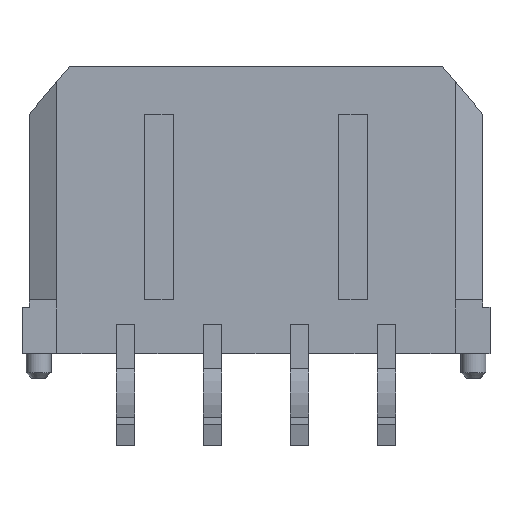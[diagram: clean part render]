
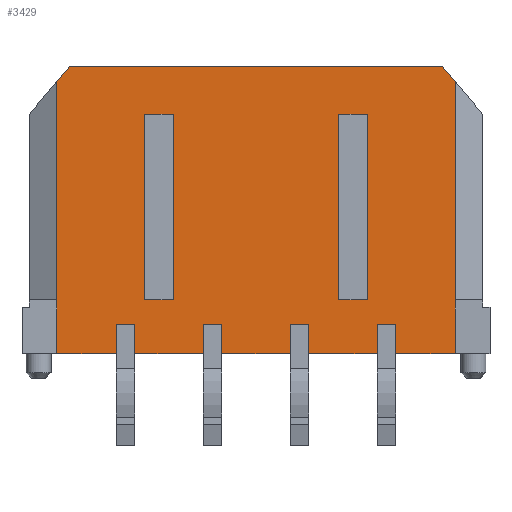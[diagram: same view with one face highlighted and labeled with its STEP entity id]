
A CAD part, front view. The second image highlights one B-rep face of the part: STEP entity #3429.
In plain terms, the highlighted planar face has unit normal (0, -1, 0).
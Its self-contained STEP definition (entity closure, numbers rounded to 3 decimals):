
#1117 = VERTEX_POINT('',#1118);
#1118 = CARTESIAN_POINT('',(6.875,-3.47,9.41));
#1124 = EDGE_CURVE('',#1117,#1125,#1127,.T.);
#1125 = VERTEX_POINT('',#1126);
#1126 = CARTESIAN_POINT('',(6.425,-3.47,9.94));
#1127 = LINE('',#1128,#1129);
#1128 = CARTESIAN_POINT('',(6.875,-3.47,9.41));
#1129 = VECTOR('',#1130,1.);
#1130 = DIRECTION('',(-0.647,0.,0.763));
#1204 = VERTEX_POINT('',#1205);
#1205 = CARTESIAN_POINT('',(-6.425,-3.47,9.94));
#1211 = EDGE_CURVE('',#1204,#1212,#1214,.T.);
#1212 = VERTEX_POINT('',#1213);
#1213 = CARTESIAN_POINT('',(-6.875,-3.47,9.41));
#1214 = LINE('',#1215,#1216);
#1215 = CARTESIAN_POINT('',(-6.425,-3.47,9.94));
#1216 = VECTOR('',#1217,1.);
#1217 = DIRECTION('',(-0.647,0.,-0.763));
#2607 = VERTEX_POINT('',#2608);
#2608 = CARTESIAN_POINT('',(4.82,-3.47,1.03));
#2614 = EDGE_CURVE('',#2615,#2607,#2617,.T.);
#2615 = VERTEX_POINT('',#2616);
#2616 = CARTESIAN_POINT('',(4.82,-3.47,0.03));
#2617 = LINE('',#2618,#2619);
#2618 = CARTESIAN_POINT('',(4.82,-3.47,0.03));
#2619 = VECTOR('',#2620,1.);
#2620 = DIRECTION('',(0.,0.,1.));
#2777 = VERTEX_POINT('',#2778);
#2778 = CARTESIAN_POINT('',(4.18,-3.47,1.03));
#2784 = EDGE_CURVE('',#2777,#2607,#2785,.T.);
#2785 = LINE('',#2786,#2787);
#2786 = CARTESIAN_POINT('',(4.18,-3.47,1.03));
#2787 = VECTOR('',#2788,1.);
#2788 = DIRECTION('',(1.,0.,0.));
#2853 = VERTEX_POINT('',#2854);
#2854 = CARTESIAN_POINT('',(4.18,-3.47,0.03));
#2860 = EDGE_CURVE('',#2853,#2777,#2861,.T.);
#2861 = LINE('',#2862,#2863);
#2862 = CARTESIAN_POINT('',(4.18,-3.47,0.03));
#2863 = VECTOR('',#2864,1.);
#2864 = DIRECTION('',(0.,0.,1.));
#3010 = VERTEX_POINT('',#3011);
#3011 = CARTESIAN_POINT('',(-4.82,-3.47,0.03));
#3017 = EDGE_CURVE('',#3010,#3018,#3020,.T.);
#3018 = VERTEX_POINT('',#3019);
#3019 = CARTESIAN_POINT('',(-4.82,-3.47,1.03));
#3020 = LINE('',#3021,#3022);
#3021 = CARTESIAN_POINT('',(-4.82,-3.47,0.03));
#3022 = VECTOR('',#3023,1.);
#3023 = DIRECTION('',(0.,0.,1.));
#3268 = EDGE_CURVE('',#3269,#2615,#3271,.T.);
#3269 = VERTEX_POINT('',#3270);
#3270 = CARTESIAN_POINT('',(6.875,-3.47,0.03));
#3271 = LINE('',#3272,#3273);
#3272 = CARTESIAN_POINT('',(6.875,-3.47,0.03));
#3273 = VECTOR('',#3274,1.);
#3274 = DIRECTION('',(-1.,0.,0.));
#3308 = VERTEX_POINT('',#3309);
#3309 = CARTESIAN_POINT('',(1.82,-3.47,0.03));
#3315 = EDGE_CURVE('',#2853,#3308,#3316,.T.);
#3316 = LINE('',#3317,#3318);
#3317 = CARTESIAN_POINT('',(4.18,-3.47,0.03));
#3318 = VECTOR('',#3319,1.);
#3319 = DIRECTION('',(-1.,0.,0.));
#3332 = VERTEX_POINT('',#3333);
#3333 = CARTESIAN_POINT('',(-1.18,-3.47,0.03));
#3339 = EDGE_CURVE('',#3340,#3332,#3342,.T.);
#3340 = VERTEX_POINT('',#3341);
#3341 = CARTESIAN_POINT('',(1.18,-3.47,0.03));
#3342 = LINE('',#3343,#3344);
#3343 = CARTESIAN_POINT('',(1.18,-3.47,0.03));
#3344 = VECTOR('',#3345,1.);
#3345 = DIRECTION('',(-1.,0.,0.));
#3381 = VERTEX_POINT('',#3382);
#3382 = CARTESIAN_POINT('',(-6.875,-3.47,0.03));
#3388 = EDGE_CURVE('',#3010,#3381,#3389,.T.);
#3389 = LINE('',#3390,#3391);
#3390 = CARTESIAN_POINT('',(-4.82,-3.47,0.03));
#3391 = VECTOR('',#3392,1.);
#3392 = DIRECTION('',(-1.,0.,0.));
#3403 = VERTEX_POINT('',#3404);
#3404 = CARTESIAN_POINT('',(-4.18,-3.47,0.03));
#3410 = EDGE_CURVE('',#3411,#3403,#3413,.T.);
#3411 = VERTEX_POINT('',#3412);
#3412 = CARTESIAN_POINT('',(-1.82,-3.47,0.03));
#3413 = LINE('',#3414,#3415);
#3414 = CARTESIAN_POINT('',(-1.82,-3.47,0.03));
#3415 = VECTOR('',#3416,1.);
#3416 = DIRECTION('',(-1.,0.,0.));
#3429 = ADVANCED_FACE('',(#3430,#3535,#3569),#3603,.T.);
#3430 = FACE_BOUND('',#3431,.F.);
#3431 = EDGE_LOOP('',(#3432,#3433,#3434,#3442,#3448,#3449,#3455,#3456,
    #3464,#3470,#3471,#3472,#3473,#3474,#3475,#3483,#3491,#3497,#3498,
    #3506,#3514,#3520,#3521,#3529));
#3432 = ORIENTED_EDGE('',*,*,#3017,.F.);
#3433 = ORIENTED_EDGE('',*,*,#3388,.T.);
#3434 = ORIENTED_EDGE('',*,*,#3435,.F.);
#3435 = EDGE_CURVE('',#3436,#3381,#3438,.T.);
#3436 = VERTEX_POINT('',#3437);
#3437 = CARTESIAN_POINT('',(-6.875,-3.47,1.88));
#3438 = LINE('',#3439,#3440);
#3439 = CARTESIAN_POINT('',(-6.875,-3.47,1.88));
#3440 = VECTOR('',#3441,1.);
#3441 = DIRECTION('',(0.,0.,-1.));
#3442 = ORIENTED_EDGE('',*,*,#3443,.F.);
#3443 = EDGE_CURVE('',#1212,#3436,#3444,.T.);
#3444 = LINE('',#3445,#3446);
#3445 = CARTESIAN_POINT('',(-6.875,-3.47,9.41));
#3446 = VECTOR('',#3447,1.);
#3447 = DIRECTION('',(0.,0.,-1.));
#3448 = ORIENTED_EDGE('',*,*,#1211,.F.);
#3449 = ORIENTED_EDGE('',*,*,#3450,.T.);
#3450 = EDGE_CURVE('',#1204,#1125,#3451,.T.);
#3451 = LINE('',#3452,#3453);
#3452 = CARTESIAN_POINT('',(-6.425,-3.47,9.94));
#3453 = VECTOR('',#3454,1.);
#3454 = DIRECTION('',(1.,0.,0.));
#3455 = ORIENTED_EDGE('',*,*,#1124,.F.);
#3456 = ORIENTED_EDGE('',*,*,#3457,.T.);
#3457 = EDGE_CURVE('',#1117,#3458,#3460,.T.);
#3458 = VERTEX_POINT('',#3459);
#3459 = CARTESIAN_POINT('',(6.875,-3.47,1.88));
#3460 = LINE('',#3461,#3462);
#3461 = CARTESIAN_POINT('',(6.875,-3.47,9.41));
#3462 = VECTOR('',#3463,1.);
#3463 = DIRECTION('',(0.,0.,-1.));
#3464 = ORIENTED_EDGE('',*,*,#3465,.T.);
#3465 = EDGE_CURVE('',#3458,#3269,#3466,.T.);
#3466 = LINE('',#3467,#3468);
#3467 = CARTESIAN_POINT('',(6.875,-3.47,1.88));
#3468 = VECTOR('',#3469,1.);
#3469 = DIRECTION('',(0.,0.,-1.));
#3470 = ORIENTED_EDGE('',*,*,#3268,.T.);
#3471 = ORIENTED_EDGE('',*,*,#2614,.T.);
#3472 = ORIENTED_EDGE('',*,*,#2784,.F.);
#3473 = ORIENTED_EDGE('',*,*,#2860,.F.);
#3474 = ORIENTED_EDGE('',*,*,#3315,.T.);
#3475 = ORIENTED_EDGE('',*,*,#3476,.T.);
#3476 = EDGE_CURVE('',#3308,#3477,#3479,.T.);
#3477 = VERTEX_POINT('',#3478);
#3478 = CARTESIAN_POINT('',(1.82,-3.47,1.03));
#3479 = LINE('',#3480,#3481);
#3480 = CARTESIAN_POINT('',(1.82,-3.47,0.03));
#3481 = VECTOR('',#3482,1.);
#3482 = DIRECTION('',(0.,0.,1.));
#3483 = ORIENTED_EDGE('',*,*,#3484,.F.);
#3484 = EDGE_CURVE('',#3485,#3477,#3487,.T.);
#3485 = VERTEX_POINT('',#3486);
#3486 = CARTESIAN_POINT('',(1.18,-3.47,1.03));
#3487 = LINE('',#3488,#3489);
#3488 = CARTESIAN_POINT('',(1.18,-3.47,1.03));
#3489 = VECTOR('',#3490,1.);
#3490 = DIRECTION('',(1.,0.,0.));
#3491 = ORIENTED_EDGE('',*,*,#3492,.F.);
#3492 = EDGE_CURVE('',#3340,#3485,#3493,.T.);
#3493 = LINE('',#3494,#3495);
#3494 = CARTESIAN_POINT('',(1.18,-3.47,0.03));
#3495 = VECTOR('',#3496,1.);
#3496 = DIRECTION('',(0.,0.,1.));
#3497 = ORIENTED_EDGE('',*,*,#3339,.T.);
#3498 = ORIENTED_EDGE('',*,*,#3499,.T.);
#3499 = EDGE_CURVE('',#3332,#3500,#3502,.T.);
#3500 = VERTEX_POINT('',#3501);
#3501 = CARTESIAN_POINT('',(-1.18,-3.47,1.03));
#3502 = LINE('',#3503,#3504);
#3503 = CARTESIAN_POINT('',(-1.18,-3.47,0.03));
#3504 = VECTOR('',#3505,1.);
#3505 = DIRECTION('',(0.,0.,1.));
#3506 = ORIENTED_EDGE('',*,*,#3507,.F.);
#3507 = EDGE_CURVE('',#3508,#3500,#3510,.T.);
#3508 = VERTEX_POINT('',#3509);
#3509 = CARTESIAN_POINT('',(-1.82,-3.47,1.03));
#3510 = LINE('',#3511,#3512);
#3511 = CARTESIAN_POINT('',(-1.82,-3.47,1.03));
#3512 = VECTOR('',#3513,1.);
#3513 = DIRECTION('',(1.,0.,0.));
#3514 = ORIENTED_EDGE('',*,*,#3515,.F.);
#3515 = EDGE_CURVE('',#3411,#3508,#3516,.T.);
#3516 = LINE('',#3517,#3518);
#3517 = CARTESIAN_POINT('',(-1.82,-3.47,0.03));
#3518 = VECTOR('',#3519,1.);
#3519 = DIRECTION('',(0.,0.,1.));
#3520 = ORIENTED_EDGE('',*,*,#3410,.T.);
#3521 = ORIENTED_EDGE('',*,*,#3522,.T.);
#3522 = EDGE_CURVE('',#3403,#3523,#3525,.T.);
#3523 = VERTEX_POINT('',#3524);
#3524 = CARTESIAN_POINT('',(-4.18,-3.47,1.03));
#3525 = LINE('',#3526,#3527);
#3526 = CARTESIAN_POINT('',(-4.18,-3.47,0.03));
#3527 = VECTOR('',#3528,1.);
#3528 = DIRECTION('',(0.,0.,1.));
#3529 = ORIENTED_EDGE('',*,*,#3530,.F.);
#3530 = EDGE_CURVE('',#3018,#3523,#3531,.T.);
#3531 = LINE('',#3532,#3533);
#3532 = CARTESIAN_POINT('',(-4.82,-3.47,1.03));
#3533 = VECTOR('',#3534,1.);
#3534 = DIRECTION('',(1.,0.,0.));
#3535 = FACE_BOUND('',#3536,.F.);
#3536 = EDGE_LOOP('',(#3537,#3547,#3555,#3563));
#3537 = ORIENTED_EDGE('',*,*,#3538,.F.);
#3538 = EDGE_CURVE('',#3539,#3541,#3543,.T.);
#3539 = VERTEX_POINT('',#3540);
#3540 = CARTESIAN_POINT('',(2.85,-3.47,8.29));
#3541 = VERTEX_POINT('',#3542);
#3542 = CARTESIAN_POINT('',(3.85,-3.47,8.29));
#3543 = LINE('',#3544,#3545);
#3544 = CARTESIAN_POINT('',(2.85,-3.47,8.29));
#3545 = VECTOR('',#3546,1.);
#3546 = DIRECTION('',(1.,0.,0.));
#3547 = ORIENTED_EDGE('',*,*,#3548,.F.);
#3548 = EDGE_CURVE('',#3549,#3539,#3551,.T.);
#3549 = VERTEX_POINT('',#3550);
#3550 = CARTESIAN_POINT('',(2.85,-3.47,1.88));
#3551 = LINE('',#3552,#3553);
#3552 = CARTESIAN_POINT('',(2.85,-3.47,1.88));
#3553 = VECTOR('',#3554,1.);
#3554 = DIRECTION('',(0.,0.,1.));
#3555 = ORIENTED_EDGE('',*,*,#3556,.T.);
#3556 = EDGE_CURVE('',#3549,#3557,#3559,.T.);
#3557 = VERTEX_POINT('',#3558);
#3558 = CARTESIAN_POINT('',(3.85,-3.47,1.88));
#3559 = LINE('',#3560,#3561);
#3560 = CARTESIAN_POINT('',(2.85,-3.47,1.88));
#3561 = VECTOR('',#3562,1.);
#3562 = DIRECTION('',(1.,0.,0.));
#3563 = ORIENTED_EDGE('',*,*,#3564,.T.);
#3564 = EDGE_CURVE('',#3557,#3541,#3565,.T.);
#3565 = LINE('',#3566,#3567);
#3566 = CARTESIAN_POINT('',(3.85,-3.47,1.88));
#3567 = VECTOR('',#3568,1.);
#3568 = DIRECTION('',(0.,0.,1.));
#3569 = FACE_BOUND('',#3570,.F.);
#3570 = EDGE_LOOP('',(#3571,#3581,#3589,#3597));
#3571 = ORIENTED_EDGE('',*,*,#3572,.F.);
#3572 = EDGE_CURVE('',#3573,#3575,#3577,.T.);
#3573 = VERTEX_POINT('',#3574);
#3574 = CARTESIAN_POINT('',(-3.85,-3.47,8.29));
#3575 = VERTEX_POINT('',#3576);
#3576 = CARTESIAN_POINT('',(-2.85,-3.47,8.29));
#3577 = LINE('',#3578,#3579);
#3578 = CARTESIAN_POINT('',(-3.85,-3.47,8.29));
#3579 = VECTOR('',#3580,1.);
#3580 = DIRECTION('',(1.,0.,0.));
#3581 = ORIENTED_EDGE('',*,*,#3582,.F.);
#3582 = EDGE_CURVE('',#3583,#3573,#3585,.T.);
#3583 = VERTEX_POINT('',#3584);
#3584 = CARTESIAN_POINT('',(-3.85,-3.47,1.88));
#3585 = LINE('',#3586,#3587);
#3586 = CARTESIAN_POINT('',(-3.85,-3.47,1.88));
#3587 = VECTOR('',#3588,1.);
#3588 = DIRECTION('',(0.,0.,1.));
#3589 = ORIENTED_EDGE('',*,*,#3590,.T.);
#3590 = EDGE_CURVE('',#3583,#3591,#3593,.T.);
#3591 = VERTEX_POINT('',#3592);
#3592 = CARTESIAN_POINT('',(-2.85,-3.47,1.88));
#3593 = LINE('',#3594,#3595);
#3594 = CARTESIAN_POINT('',(-3.85,-3.47,1.88));
#3595 = VECTOR('',#3596,1.);
#3596 = DIRECTION('',(1.,0.,0.));
#3597 = ORIENTED_EDGE('',*,*,#3598,.T.);
#3598 = EDGE_CURVE('',#3591,#3575,#3599,.T.);
#3599 = LINE('',#3600,#3601);
#3600 = CARTESIAN_POINT('',(-2.85,-3.47,1.88));
#3601 = VECTOR('',#3602,1.);
#3602 = DIRECTION('',(0.,0.,1.));
#3603 = PLANE('',#3604);
#3604 = AXIS2_PLACEMENT_3D('',#3605,#3606,#3607);
#3605 = CARTESIAN_POINT('',(-7.825,-3.47,9.94));
#3606 = DIRECTION('',(0.,-1.,0.));
#3607 = DIRECTION('',(0.,0.,-1.));
